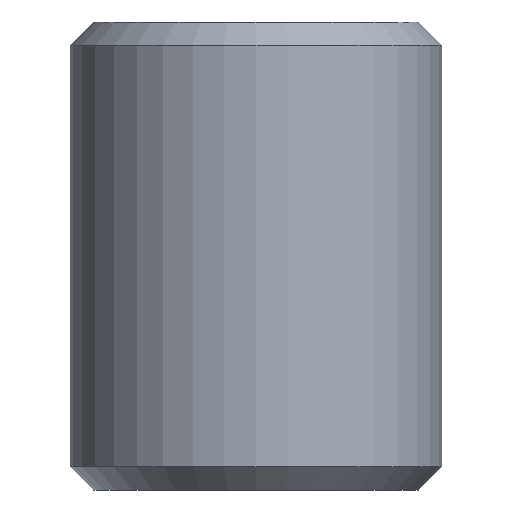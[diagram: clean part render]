
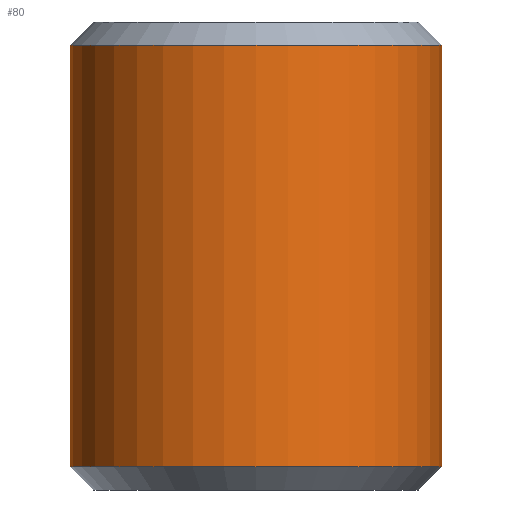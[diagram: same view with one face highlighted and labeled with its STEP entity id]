
A CAD part, front view. The second image highlights one B-rep face of the part: STEP entity #80.
In plain terms, the highlighted cylindrical face has radius 2.38 mm (diameter 4.76 mm), a full revolution.
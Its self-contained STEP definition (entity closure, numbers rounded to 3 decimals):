
#21=CYLINDRICAL_SURFACE('',#90,2.38);
#24=FACE_BOUND('',#38,.T.);
#30=FACE_OUTER_BOUND('',#37,.T.);
#37=EDGE_LOOP('',(#67));
#38=EDGE_LOOP('',(#68));
#48=CIRCLE('',#89,2.38);
#49=CIRCLE('',#91,2.38);
#54=VERTEX_POINT('',#129);
#55=VERTEX_POINT('',#132);
#60=EDGE_CURVE('',#54,#54,#48,.T.);
#61=EDGE_CURVE('',#55,#55,#49,.T.);
#67=ORIENTED_EDGE('',*,*,#61,.F.);
#68=ORIENTED_EDGE('',*,*,#60,.F.);
#80=ADVANCED_FACE('',(#30,#24),#21,.T.);
#89=AXIS2_PLACEMENT_3D('',#130,#105,#106);
#90=AXIS2_PLACEMENT_3D('',#131,#107,#108);
#91=AXIS2_PLACEMENT_3D('',#133,#109,#110);
#105=DIRECTION('center_axis',(0.,0.,-1.));
#106=DIRECTION('ref_axis',(-1.,0.,0.));
#107=DIRECTION('center_axis',(0.,0.,1.));
#108=DIRECTION('ref_axis',(-1.,0.,0.));
#109=DIRECTION('center_axis',(0.,0.,1.));
#110=DIRECTION('ref_axis',(-1.,0.,0.));
#129=CARTESIAN_POINT('',(2.38,0.,0.3));
#130=CARTESIAN_POINT('Origin',(0.,0.,0.3));
#131=CARTESIAN_POINT('Origin',(0.,0.,0.));
#132=CARTESIAN_POINT('',(2.38,0.,5.7));
#133=CARTESIAN_POINT('Origin',(0.,0.,5.7));
